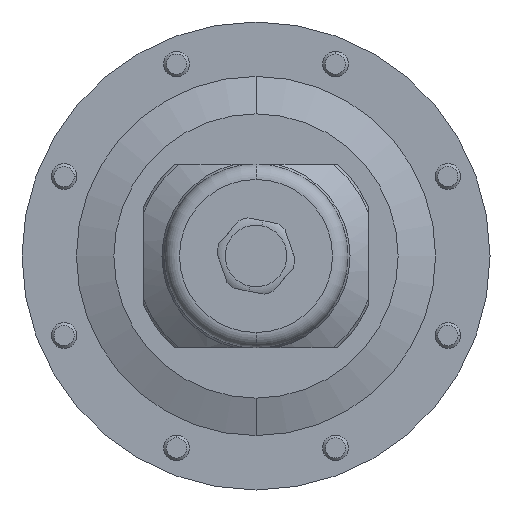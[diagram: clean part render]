
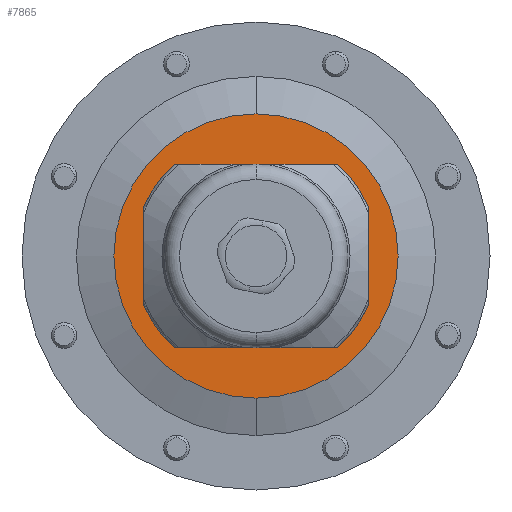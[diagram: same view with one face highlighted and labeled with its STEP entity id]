
A CAD part, front view. The second image highlights one B-rep face of the part: STEP entity #7865.
In plain terms, the highlighted planar face has unit normal (0, -1, 0).
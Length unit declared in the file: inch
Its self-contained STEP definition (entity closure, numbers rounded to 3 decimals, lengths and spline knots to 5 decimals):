
#311 = AXIS2_PLACEMENT_3D ( 'NONE', #3025, #8044, #3741 ) ;
#605 = CARTESIAN_POINT ( 'NONE',  ( 0., 0.966, 0. ) ) ;
#641 = VERTEX_POINT ( 'NONE', #9247 ) ;
#716 = FACE_BOUND ( 'NONE', #3982, .T. ) ;
#719 = EDGE_CURVE ( 'NONE', #641, #3943, #2050, .T. ) ;
#889 = ORIENTED_EDGE ( 'NONE', *, *, #7418, .F. ) ;
#927 = PLANE ( 'NONE',  #5074 ) ;
#960 = EDGE_CURVE ( 'NONE', #2029, #5114, #2846, .T. ) ;
#1333 = DIRECTION ( 'NONE',  ( 0., 0., 1. ) ) ;
#1538 = CARTESIAN_POINT ( 'NONE',  ( 0.00837, 0.966, 1.12 ) ) ;
#1654 = DIRECTION ( 'NONE',  ( 0., 0., 1. ) ) ;
#1680 = CARTESIAN_POINT ( 'NONE',  ( 0., 0.966, 0. ) ) ;
#1703 = AXIS2_PLACEMENT_3D ( 'NONE', #1680, #6732, #2422 ) ;
#1729 = CIRCLE ( 'NONE', #5915, 1.12003 ) ;
#1765 = VERTEX_POINT ( 'NONE', #1538 ) ;
#1832 = ORIENTED_EDGE ( 'NONE', *, *, #2317, .T. ) ;
#1888 = CARTESIAN_POINT ( 'NONE',  ( -1.35, 0.966, 1.12 ) ) ;
#2029 = VERTEX_POINT ( 'NONE', #2550 ) ;
#2050 = LINE ( 'NONE', #2151, #5641 ) ;
#2151 = CARTESIAN_POINT ( 'NONE',  ( -1.35, 0.966, -1.12 ) ) ;
#2294 = ORIENTED_EDGE ( 'NONE', *, *, #6604, .F. ) ;
#2317 = EDGE_CURVE ( 'NONE', #5114, #2029, #7872, .T. ) ;
#2318 = VECTOR ( 'NONE', #6932, 39.37008 ) ;
#2362 = CARTESIAN_POINT ( 'NONE',  ( 0., 0.966, 0. ) ) ;
#2386 = AXIS2_PLACEMENT_3D ( 'NONE', #605, #5644, #1333 ) ;
#2422 = DIRECTION ( 'NONE',  ( 0., 0., 1. ) ) ;
#2461 = DIRECTION ( 'NONE',  ( 0., -1., 0. ) ) ;
#2550 = CARTESIAN_POINT ( 'NONE',  ( 0., 0.966, 1.73079 ) ) ;
#2846 = CIRCLE ( 'NONE', #1703, 1.73079 ) ;
#3025 = CARTESIAN_POINT ( 'NONE',  ( 0., 0.966, 0. ) ) ;
#3068 = CARTESIAN_POINT ( 'NONE',  ( -0.00837, 0.966, 1.12 ) ) ;
#3221 = VERTEX_POINT ( 'NONE', #3068 ) ;
#3741 = DIRECTION ( 'NONE',  ( 0., 0., 1. ) ) ;
#3943 = VERTEX_POINT ( 'NONE', #7532 ) ;
#3982 = EDGE_LOOP ( 'NONE', ( #5369, #889, #4238, #2294 ) ) ;
#4221 = LINE ( 'NONE', #1888, #2318 ) ;
#4238 = ORIENTED_EDGE ( 'NONE', *, *, #719, .F. ) ;
#4309 = DIRECTION ( 'NONE',  ( 1., 0., 0. ) ) ;
#4570 = CARTESIAN_POINT ( 'NONE',  ( 0., 0.966, -1.73079 ) ) ;
#5074 = AXIS2_PLACEMENT_3D ( 'NONE', #2362, #5962, #1654 ) ;
#5114 = VERTEX_POINT ( 'NONE', #4570 ) ;
#5369 = ORIENTED_EDGE ( 'NONE', *, *, #6956, .F. ) ;
#5641 = VECTOR ( 'NONE', #4309, 39.37008 ) ;
#5644 = DIRECTION ( 'NONE',  ( 0., -1., 0. ) ) ;
#5781 = FACE_OUTER_BOUND ( 'NONE', #7337, .T. ) ;
#5915 = AXIS2_PLACEMENT_3D ( 'NONE', #6769, #2461, #7484 ) ;
#5962 = DIRECTION ( 'NONE',  ( 0., 1., 0. ) ) ;
#6604 = EDGE_CURVE ( 'NONE', #3221, #641, #6868, .T. ) ;
#6732 = DIRECTION ( 'NONE',  ( 0., -1., 0. ) ) ;
#6769 = CARTESIAN_POINT ( 'NONE',  ( 0., 0.966, 0. ) ) ;
#6868 = CIRCLE ( 'NONE', #2386, 1.12003 ) ;
#6932 = DIRECTION ( 'NONE',  ( -1., 0., 0. ) ) ;
#6956 = EDGE_CURVE ( 'NONE', #1765, #3221, #4221, .T. ) ;
#7337 = EDGE_LOOP ( 'NONE', ( #8757, #1832 ) ) ;
#7418 = EDGE_CURVE ( 'NONE', #3943, #1765, #1729, .T. ) ;
#7484 = DIRECTION ( 'NONE',  ( 0., 0., 1. ) ) ;
#7532 = CARTESIAN_POINT ( 'NONE',  ( 0.00837, 0.966, -1.12 ) ) ;
#7865 = ADVANCED_FACE ( 'NONE', ( #5781, #716 ), #927, .F. ) ;
#7872 = CIRCLE ( 'NONE', #311, 1.73079 ) ;
#8044 = DIRECTION ( 'NONE',  ( 0., -1., 0. ) ) ;
#8757 = ORIENTED_EDGE ( 'NONE', *, *, #960, .T. ) ;
#9247 = CARTESIAN_POINT ( 'NONE',  ( -0.00837, 0.966, -1.12 ) ) ;
